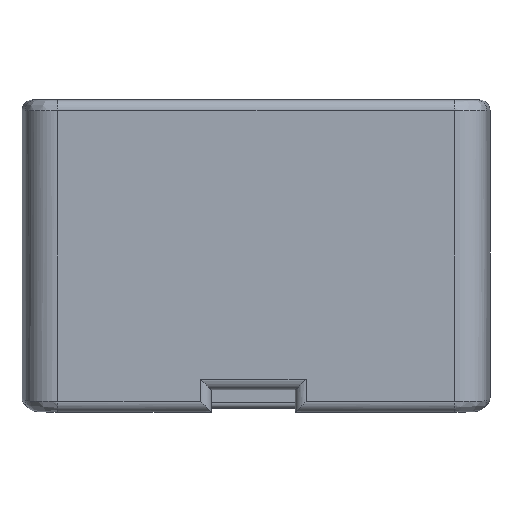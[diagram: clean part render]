
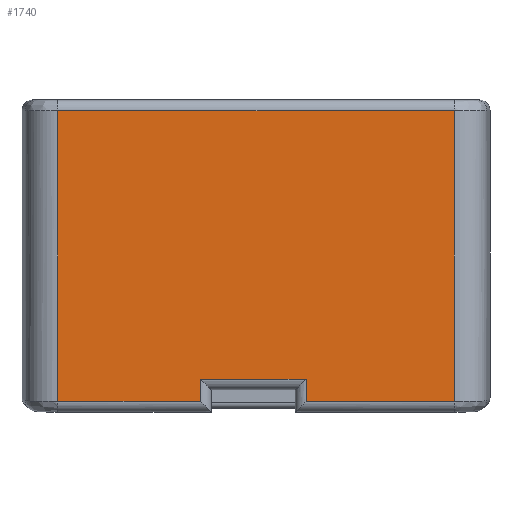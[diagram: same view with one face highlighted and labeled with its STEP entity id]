
A CAD part, front view. The second image highlights one B-rep face of the part: STEP entity #1740.
In plain terms, the highlighted planar face has unit normal (0, -1, 0).
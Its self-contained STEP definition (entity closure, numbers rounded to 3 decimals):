
#491=CARTESIAN_POINT('',(0.701,-4.1,3.1));
#511=DIRECTION('',(1.,0.,0.));
#512=VECTOR('',#511,13.755);
#513=CARTESIAN_POINT('',(10.501,-4.1,1.036));
#514=LINE('',#513,#512);
#515=DIRECTION('',(0.,0.,-1.));
#516=VECTOR('',#515,2.064);
#517=CARTESIAN_POINT('',(10.501,-4.1,3.1));
#518=LINE('',#517,#516);
#519=DIRECTION('',(1.,0.,0.));
#520=VECTOR('',#519,9.8);
#521=CARTESIAN_POINT('',(0.701,-4.1,3.1));
#522=LINE('',#521,#520);
#523=DIRECTION('',(0.,0.,1.));
#524=VECTOR('',#523,2.064);
#525=CARTESIAN_POINT('',(0.701,-4.1,1.036));
#526=LINE('',#525,#524);
#527=DIRECTION('',(-1.,0.,0.));
#528=VECTOR('',#527,13.25);
#529=CARTESIAN_POINT('',(0.701,-4.1,1.036));
#530=LINE('',#529,#528);
#531=DIRECTION('',(0.,0.,1.));
#532=VECTOR('',#531,26.964);
#533=CARTESIAN_POINT('',(-12.549,-4.1,1.036));
#534=LINE('',#533,#532);
#535=DIRECTION('',(1.,0.,0.));
#536=VECTOR('',#535,36.805);
#537=CARTESIAN_POINT('',(-12.549,-4.1,28.));
#538=LINE('',#537,#536);
#564=DIRECTION('',(0.,0.,1.));
#565=VECTOR('',#564,26.964);
#566=CARTESIAN_POINT('',(24.256,-4.1,1.036));
#567=LINE('',#566,#565);
#568=CARTESIAN_POINT('',(24.256,-4.1,28.));
#905=VERTEX_POINT('',#568);
#908=CARTESIAN_POINT('',(-12.549,-4.1,28.));
#909=VERTEX_POINT('',#908);
#916=CARTESIAN_POINT('',(10.501,-4.1,1.036));
#917=CARTESIAN_POINT('',(24.256,-4.1,1.036));
#918=VERTEX_POINT('',#916);
#919=VERTEX_POINT('',#917);
#934=CARTESIAN_POINT('',(0.701,-4.1,1.036));
#935=CARTESIAN_POINT('',(-12.549,-4.1,1.036));
#936=VERTEX_POINT('',#934);
#937=VERTEX_POINT('',#935);
#956=VERTEX_POINT('',#491);
#960=CARTESIAN_POINT('',(10.501,-4.1,3.1));
#961=VERTEX_POINT('',#960);
#1721=CARTESIAN_POINT('',(9.658,-4.1,0.));
#1722=DIRECTION('',(0.,-1.,0.));
#1723=DIRECTION('',(1.,0.,0.));
#1724=AXIS2_PLACEMENT_3D('',#1721,#1722,#1723);
#1725=PLANE('',#1724);
#1727=ORIENTED_EDGE('',*,*,#1726,.F.);
#1729=ORIENTED_EDGE('',*,*,#1728,.F.);
#1730=ORIENTED_EDGE('',*,*,#1700,.F.);
#1731=ORIENTED_EDGE('',*,*,#1716,.F.);
#1732=ORIENTED_EDGE('',*,*,#1285,.T.);
#1734=ORIENTED_EDGE('',*,*,#1733,.T.);
#1735=ORIENTED_EDGE('',*,*,#1432,.T.);
#1737=ORIENTED_EDGE('',*,*,#1736,.F.);
#1738=EDGE_LOOP('',(#1727,#1729,#1730,#1731,#1732,#1734,#1735,#1737));
#1739=FACE_OUTER_BOUND('',#1738,.F.);
#1740=ADVANCED_FACE('',(#1739),#1725,.T.);
#1285=EDGE_CURVE('',#936,#937,#530,.T.);
#1432=EDGE_CURVE('',#909,#905,#538,.T.);
#1700=EDGE_CURVE('',#956,#961,#522,.T.);
#1716=EDGE_CURVE('',#936,#956,#526,.T.);
#1726=EDGE_CURVE('',#918,#919,#514,.T.);
#1728=EDGE_CURVE('',#961,#918,#518,.T.);
#1733=EDGE_CURVE('',#937,#909,#534,.T.);
#1736=EDGE_CURVE('',#919,#905,#567,.T.);
